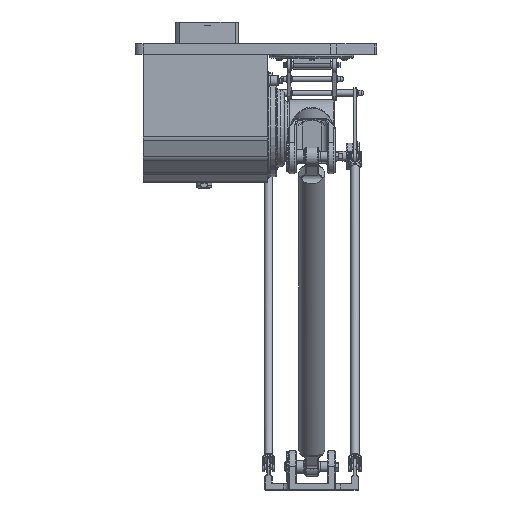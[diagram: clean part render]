
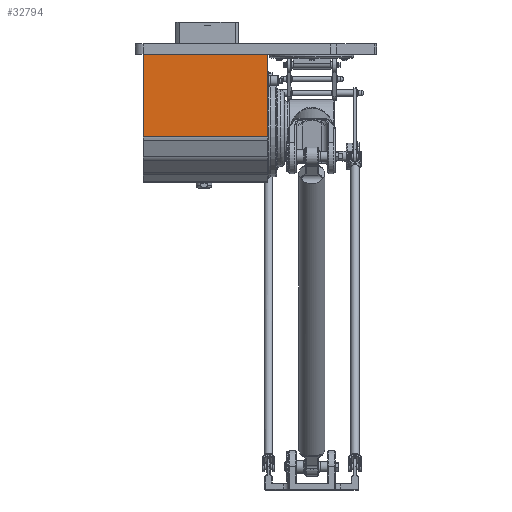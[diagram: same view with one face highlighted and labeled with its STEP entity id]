
A CAD part, left-side view. The second image highlights one B-rep face of the part: STEP entity #32794.
In plain terms, the highlighted planar face has unit normal (-1, 0, 0).
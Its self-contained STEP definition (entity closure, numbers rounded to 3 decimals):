
#3305=PLANE('',#35707);
#4813=FACE_OUTER_BOUND('',#7130,.T.);
#7130=EDGE_LOOP('',(#26398,#26399,#26400,#26401));
#9277=LINE('',#50964,#11519);
#9681=LINE('',#54378,#11923);
#10027=LINE('',#58347,#12269);
#10028=LINE('',#58348,#12270);
#11519=VECTOR('',#39078,10.);
#11923=VECTOR('',#40214,10.);
#12269=VECTOR('',#42044,10.);
#12270=VECTOR('',#42045,10.);
#15331=VERTEX_POINT('',#50962);
#15332=VERTEX_POINT('',#50963);
#15720=VERTEX_POINT('',#54344);
#15736=VERTEX_POINT('',#54376);
#18528=EDGE_CURVE('',#15331,#15332,#9277,.T.);
#19114=EDGE_CURVE('',#15720,#15736,#9681,.T.);
#19955=EDGE_CURVE('',#15720,#15331,#10027,.T.);
#19956=EDGE_CURVE('',#15332,#15736,#10028,.T.);
#26398=ORIENTED_EDGE('',*,*,#18528,.F.);
#26399=ORIENTED_EDGE('',*,*,#19955,.F.);
#26400=ORIENTED_EDGE('',*,*,#19114,.T.);
#26401=ORIENTED_EDGE('',*,*,#19956,.F.);
#32794=ADVANCED_FACE('',(#4813),#3305,.T.);
#35707=AXIS2_PLACEMENT_3D('',#58346,#42042,#42043);
#39078=DIRECTION('',(0.,0.,-1.));
#40214=DIRECTION('',(0.,0.,-1.));
#42042=DIRECTION('center_axis',(-1.,0.,0.));
#42043=DIRECTION('ref_axis',(0.,0.,1.));
#42044=DIRECTION('',(0.,-1.,0.));
#42045=DIRECTION('',(0.,1.,0.));
#50962=CARTESIAN_POINT('',(-238.,-22.,-11.5));
#50963=CARTESIAN_POINT('',(-238.,-22.,-168.01));
#50964=CARTESIAN_POINT('',(-238.,-22.,-11.5));
#54344=CARTESIAN_POINT('',(-238.,214.5,-11.5));
#54376=CARTESIAN_POINT('',(-238.,214.5,-168.01));
#54378=CARTESIAN_POINT('',(-238.,214.5,-72.25));
#58346=CARTESIAN_POINT('Origin',(-238.,-229.,0.));
#58347=CARTESIAN_POINT('',(-238.,-229.,-11.5));
#58348=CARTESIAN_POINT('',(-238.,-22.,-168.01));
